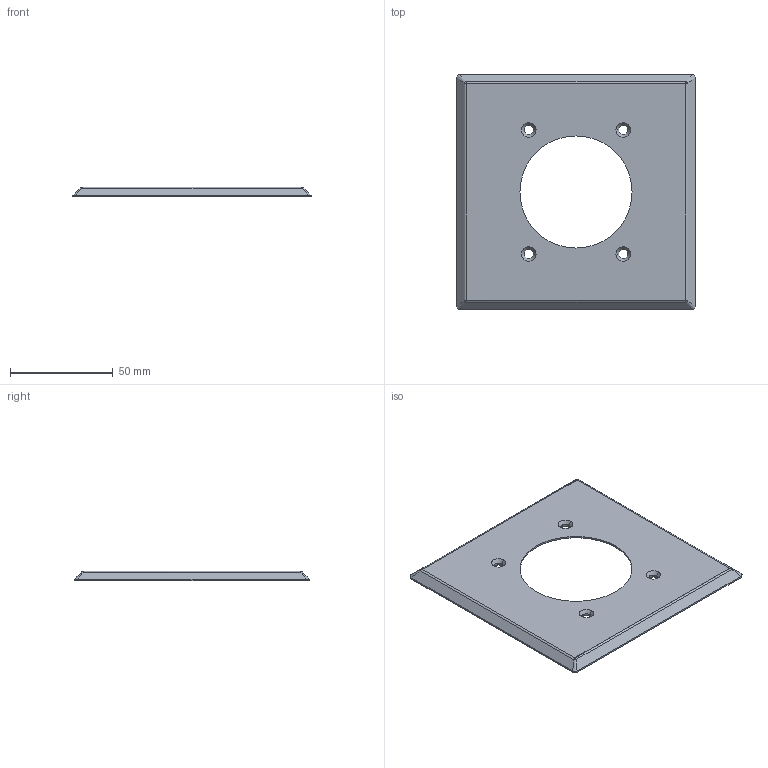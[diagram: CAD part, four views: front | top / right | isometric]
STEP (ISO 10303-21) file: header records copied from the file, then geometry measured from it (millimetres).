
FILE_DESCRIPTION (( 'STEP AP214' ), '1' );
FILE_NAME ('ORC4539-M01.STEP', '2024-04-09T17:58:41', ( '' ), ( '' ), 'SwSTEP 2.0', 'SolidWorks 2020', '' );
FILE_SCHEMA (( 'AUTOMOTIVE_DESIGN' ));
Length unit declared in the file: inch
Products named in the file (1): ORC4539-M01
Bounding box: 115.82 x 114.3 x 4.75 mm (x, y, z)
Volume: 9461.1 mm3; surface area: 23888.3 mm2
Topology: 1 solids, 1 shells, 648 faces, 1700 edges, 1122 vertices
Faces by surface type: plane 344, bspline 233, cylinder 55, cone 16
Entity records: 30654 total; most frequent: CARTESIAN_POINT 16198, ORIENTED_EDGE 3400, DIRECTION 2156, EDGE_CURVE 1700, VERTEX_POINT 1122, LINE 1096, VECTOR 1096, EDGE_LOOP 726
